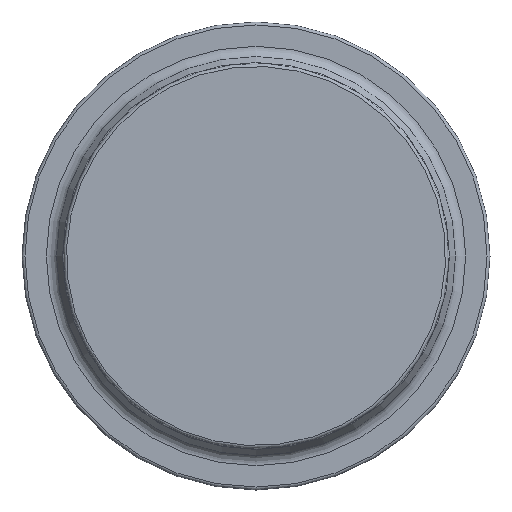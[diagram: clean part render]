
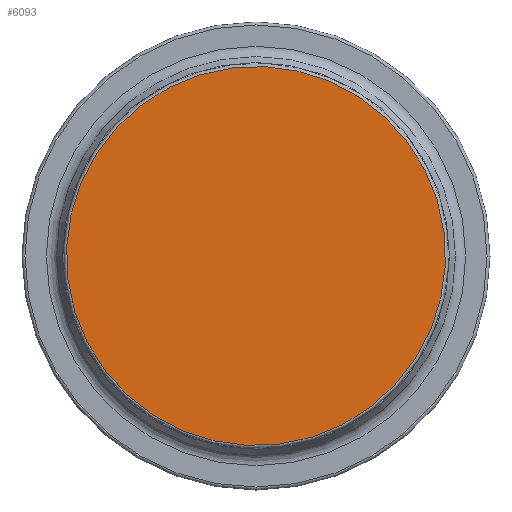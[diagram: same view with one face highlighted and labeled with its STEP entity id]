
A CAD part, front view. The second image highlights one B-rep face of the part: STEP entity #6093.
In plain terms, the highlighted face is planar.
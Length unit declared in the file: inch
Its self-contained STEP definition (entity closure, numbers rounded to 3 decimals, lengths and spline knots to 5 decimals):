
#1500=PLANE('',#6238);
#1990=FACE_OUTER_BOUND('',#2475,.T.);
#2475=EDGE_LOOP('',(#5691));
#2513=CIRCLE('',#6239,3.2);
#3101=VERTEX_POINT('',#14446);
#3965=EDGE_CURVE('',#3101,#3101,#2513,.T.);
#5691=ORIENTED_EDGE('',*,*,#3965,.F.);
#6093=ADVANCED_FACE('',(#1990),#1500,.T.);
#6238=AXIS2_PLACEMENT_3D('',#14445,#6803,#6804);
#6239=AXIS2_PLACEMENT_3D('',#14447,#6805,#6806);
#6803=DIRECTION('center_axis',(0.,1.,0.));
#6804=DIRECTION('ref_axis',(0.,0.,1.));
#6805=DIRECTION('center_axis',(0.,-1.,0.));
#6806=DIRECTION('ref_axis',(-1.,0.,0.));
#14445=CARTESIAN_POINT('Origin',(-1.6,1.00723,0.));
#14446=CARTESIAN_POINT('',(-3.2,1.00723,0.));
#14447=CARTESIAN_POINT('Origin',(0.,1.00723,0.));
